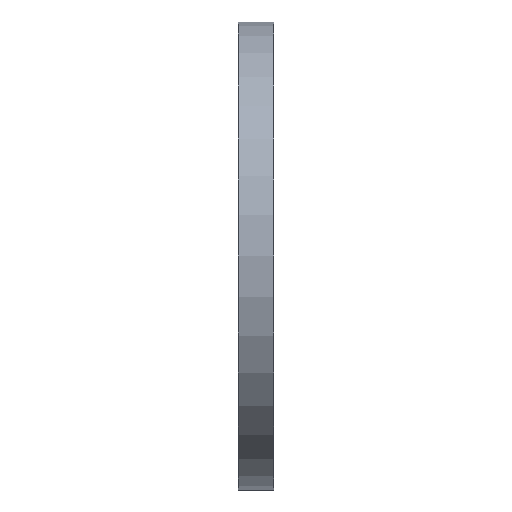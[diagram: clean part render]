
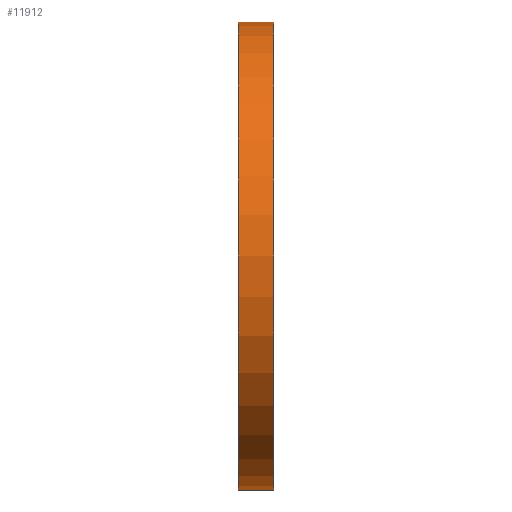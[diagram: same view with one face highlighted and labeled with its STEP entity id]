
A CAD part, left-side view. The second image highlights one B-rep face of the part: STEP entity #11912.
In plain terms, the highlighted cylindrical face has radius 40 mm (diameter 80 mm), a partial arc.
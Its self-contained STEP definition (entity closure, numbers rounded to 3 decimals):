
#261 = EDGE_CURVE ( 'NONE', #9486, #5149, #11108, .T. ) ;
#345 = FACE_OUTER_BOUND ( 'NONE', #2462, .T. ) ;
#1056 = LINE ( 'NONE', #8393, #7762 ) ;
#1755 = LINE ( 'NONE', #12485, #13039 ) ;
#1890 = DIRECTION ( 'NONE',  ( 0., -1., 0. ) ) ;
#2226 = DIRECTION ( 'NONE',  ( 0., 0., 1. ) ) ;
#2462 = EDGE_LOOP ( 'NONE', ( #6150, #7143, #8313, #11981 ) ) ;
#2740 = EDGE_CURVE ( 'NONE', #12473, #12963, #7345, .T. ) ;
#3528 = DIRECTION ( 'NONE',  ( 0., 1., 0. ) ) ;
#3752 = CARTESIAN_POINT ( 'NONE',  ( 0., 3., 40. ) ) ;
#3895 = CARTESIAN_POINT ( 'NONE',  ( 0., 3., -40. ) ) ;
#3902 = AXIS2_PLACEMENT_3D ( 'NONE', #8338, #12899, #5281 ) ;
#5149 = VERTEX_POINT ( 'NONE', #13132 ) ;
#5281 = DIRECTION ( 'NONE',  ( 0., 0., -1. ) ) ;
#5628 = CARTESIAN_POINT ( 'NONE',  ( 0., -3., 0. ) ) ;
#6150 = ORIENTED_EDGE ( 'NONE', *, *, #10613, .F. ) ;
#6204 = DIRECTION ( 'NONE',  ( 0., -1., 0. ) ) ;
#7143 = ORIENTED_EDGE ( 'NONE', *, *, #2740, .F. ) ;
#7345 = CIRCLE ( 'NONE', #12390, 40. ) ;
#7762 = VECTOR ( 'NONE', #1890, 1000. ) ;
#7843 = CARTESIAN_POINT ( 'NONE',  ( 0., 3., 0. ) ) ;
#8313 = ORIENTED_EDGE ( 'NONE', *, *, #9515, .T. ) ;
#8338 = CARTESIAN_POINT ( 'NONE',  ( 0., 3., 0. ) ) ;
#8393 = CARTESIAN_POINT ( 'NONE',  ( 0., 3., -40. ) ) ;
#9154 = AXIS2_PLACEMENT_3D ( 'NONE', #5628, #10051, #2226 ) ;
#9486 = VERTEX_POINT ( 'NONE', #10759 ) ;
#9515 = EDGE_CURVE ( 'NONE', #12473, #9486, #1056, .T. ) ;
#10051 = DIRECTION ( 'NONE',  ( 0., 1., 0. ) ) ;
#10182 = DIRECTION ( 'NONE',  ( 0., 0., 1. ) ) ;
#10303 = CYLINDRICAL_SURFACE ( 'NONE', #3902, 40. ) ;
#10613 = EDGE_CURVE ( 'NONE', #12963, #5149, #1755, .T. ) ;
#10759 = CARTESIAN_POINT ( 'NONE',  ( 0., -3., -40. ) ) ;
#11108 = CIRCLE ( 'NONE', #9154, 40. ) ;
#11912 = ADVANCED_FACE ( 'NONE', ( #345 ), #10303, .T. ) ;
#11981 = ORIENTED_EDGE ( 'NONE', *, *, #261, .T. ) ;
#12390 = AXIS2_PLACEMENT_3D ( 'NONE', #7843, #3528, #10182 ) ;
#12473 = VERTEX_POINT ( 'NONE', #3895 ) ;
#12485 = CARTESIAN_POINT ( 'NONE',  ( 0., 3., 40. ) ) ;
#12899 = DIRECTION ( 'NONE',  ( 0., -1., 0. ) ) ;
#12963 = VERTEX_POINT ( 'NONE', #3752 ) ;
#13039 = VECTOR ( 'NONE', #6204, 1000. ) ;
#13132 = CARTESIAN_POINT ( 'NONE',  ( 0., -3., 40. ) ) ;
